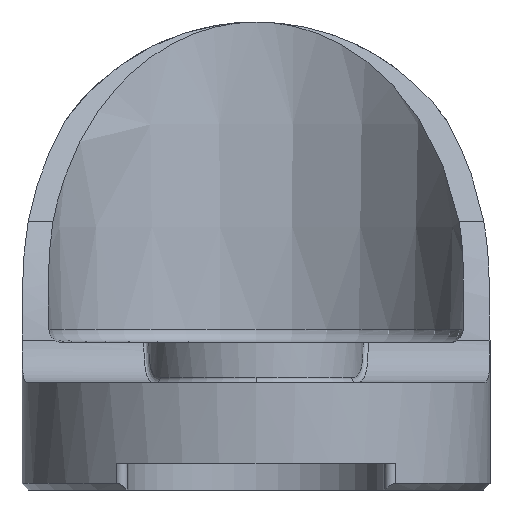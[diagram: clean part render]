
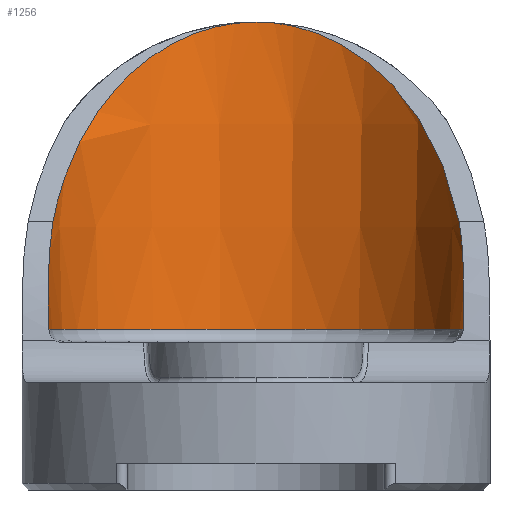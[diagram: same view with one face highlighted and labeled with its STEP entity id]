
A CAD part, front view. The second image highlights one B-rep face of the part: STEP entity #1256.
In plain terms, the highlighted conical face has half-angle 1.5 degrees and reference radius 15.431 mm.
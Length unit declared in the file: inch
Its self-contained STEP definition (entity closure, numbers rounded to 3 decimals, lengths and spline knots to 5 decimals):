
#18 = CARTESIAN_POINT ( 'NONE',  ( 0.59654, 0.15679, 0.78795 ) ) ;
#38 = EDGE_CURVE ( 'NONE', #625, #1318, #556, .T. ) ;
#48 = CARTESIAN_POINT ( 'NONE',  ( -0.61013, 0.05075, 0.61285 ) ) ;
#83 = CARTESIAN_POINT ( 'NONE',  ( -0.29739, 0.63217, 1.375 ) ) ;
#104 = CARTESIAN_POINT ( 'NONE',  ( 0., 0., 0.433 ) ) ;
#136 = CARTESIAN_POINT ( 'NONE',  ( 0.60375, 0.12111, 0.74115 ) ) ;
#154 = EDGE_CURVE ( 'NONE', #1318, #445, #1226, .T. ) ;
#168 = CARTESIAN_POINT ( 'NONE',  ( -0.61018, 0.03436, 0.57147 ) ) ;
#192 = CARTESIAN_POINT ( 'NONE',  ( 0., 0.63217, 1.375 ) ) ;
#197 = VERTEX_POINT ( 'NONE', #581 ) ;
#223 = CARTESIAN_POINT ( 'NONE',  ( 0.59654, 0.15679, 0.78795 ) ) ;
#228 = FACE_OUTER_BOUND ( 'NONE', #819, .T. ) ;
#247 = CARTESIAN_POINT ( 'NONE',  ( 0.60908, 0.07522, 0.66512 ) ) ;
#250 =( BOUNDED_CURVE ( )  B_SPLINE_CURVE ( 3, ( #1399, #678, #1121, #192 ),
 .UNSPECIFIED., .F., .T. ) 
 B_SPLINE_CURVE_WITH_KNOTS ( ( 4, 4 ),
 ( 4.93799, 6.28319 ),
 .UNSPECIFIED. ) 
 CURVE ( )  GEOMETRIC_REPRESENTATION_ITEM ( )  RATIONAL_B_SPLINE_CURVE ( ( 1., 0.855, 0.855, 1. ) ) 
 REPRESENTATION_ITEM ( '' )  );
#272 = CARTESIAN_POINT ( 'NONE',  ( -0.60919, 0.0122, 0.50091 ) ) ;
#292 = CARTESIAN_POINT ( 'NONE',  ( -0.60849, 0.00605, 0.47195 ) ) ;
#298 = ORIENTED_EDGE ( 'NONE', *, *, #1306, .T. ) ;
#313 = CARTESIAN_POINT ( 'NONE',  ( -0.53001, 0.44679, 1.14608 ) ) ;
#324 = DIRECTION ( 'NONE',  ( 0., 0., 1. ) ) ;
#365 = CARTESIAN_POINT ( 'NONE',  ( 0.60988, 0.01833, 0.5297 ) ) ;
#368 = ORIENTED_EDGE ( 'NONE', *, *, #639, .T. ) ;
#429 = DIRECTION ( 'NONE',  ( 0., 0., -1. ) ) ;
#445 = VERTEX_POINT ( 'NONE', #223 ) ;
#454 = DIRECTION ( 'NONE',  ( 1., 0., 0. ) ) ;
#478 = ORIENTED_EDGE ( 'NONE', *, *, #1364, .T. ) ;
#495 = CONICAL_SURFACE ( 'NONE', #1321, 0.6075, 0.026 ) ;
#511 = CARTESIAN_POINT ( 'NONE',  ( 0.60849, 0.00605, 0.47195 ) ) ;
#556 = CIRCLE ( 'NONE', #1223, 0.60852 ) ;
#581 = CARTESIAN_POINT ( 'NONE',  ( 0., 0.63217, 1.375 ) ) ;
#625 = VERTEX_POINT ( 'NONE', #292 ) ;
#639 = EDGE_CURVE ( 'NONE', #197, #1432, #1000, .T. ) ;
#652 = CARTESIAN_POINT ( 'NONE',  ( 0., 0., 0.47195 ) ) ;
#678 = CARTESIAN_POINT ( 'NONE',  ( 0.53001, 0.44679, 1.14608 ) ) ;
#731 = CARTESIAN_POINT ( 'NONE',  ( -0.60996, 0.05672, 0.62633 ) ) ;
#748 = CARTESIAN_POINT ( 'NONE',  ( -0.59654, 0.15679, 0.78795 ) ) ;
#768 = CARTESIAN_POINT ( 'NONE',  ( 0., 0.63217, 1.375 ) ) ;
#788 = DIRECTION ( 'NONE',  ( 1., 0., 0. ) ) ;
#817 = CARTESIAN_POINT ( 'NONE',  ( 0.60078, 0.13826, 0.76507 ) ) ;
#819 = EDGE_LOOP ( 'NONE', ( #478, #1362, #1001, #298, #368 ) ) ;
#848 = CARTESIAN_POINT ( 'NONE',  ( -0.61024, 0.03956, 0.58542 ) ) ;
#892 = CARTESIAN_POINT ( 'NONE',  ( -0.59654, 0.15679, 0.78795 ) ) ;
#942 = CARTESIAN_POINT ( 'NONE',  ( 0.6079, 0.08962, 0.69124 ) ) ;
#975 = CARTESIAN_POINT ( 'NONE',  ( -0.60977, 0.02005, 0.52941 ) ) ;
#1000 =( BOUNDED_CURVE ( )  B_SPLINE_CURVE ( 3, ( #768, #83, #313, #892 ),
 .UNSPECIFIED., .F., .T. ) 
 B_SPLINE_CURVE_WITH_KNOTS ( ( 4, 4 ),
 ( 0., 1.34519 ),
 .UNSPECIFIED. ) 
 CURVE ( )  GEOMETRIC_REPRESENTATION_ITEM ( )  RATIONAL_B_SPLINE_CURVE ( ( 1., 0.855, 0.855, 1. ) ) 
 REPRESENTATION_ITEM ( '' )  );
#1001 = ORIENTED_EDGE ( 'NONE', *, *, #154, .T. ) ;
#1059 = CARTESIAN_POINT ( 'NONE',  ( 0.60849, 0.00605, 0.47195 ) ) ;
#1095 = CARTESIAN_POINT ( 'NONE',  ( -0.60849, 0.00605, 0.47195 ) ) ;
#1121 = CARTESIAN_POINT ( 'NONE',  ( 0.29739, 0.63217, 1.375 ) ) ;
#1182 = CARTESIAN_POINT ( 'NONE',  ( 0.61088, 0.03716, 0.5852 ) ) ;
#1207 = CARTESIAN_POINT ( 'NONE',  ( -0.59654, 0.15679, 0.78795 ) ) ;
#1223 = AXIS2_PLACEMENT_3D ( 'NONE', #652, #429, #454 ) ;
#1226 = B_SPLINE_CURVE_WITH_KNOTS ( 'NONE', 3,
 ( #1059, #365, #1182, #247, #942, #136, #817, #18 ),
 .UNSPECIFIED., .F., .F.,
 ( 4, 2, 2, 4 ),
 ( 0.00081, 0.00528, 0.00751, 0.00975 ),
 .UNSPECIFIED. ) ;
#1256 = ADVANCED_FACE ( 'NONE', ( #228 ), #495, .F. ) ;
#1306 = EDGE_CURVE ( 'NONE', #445, #197, #250, .T. ) ;
#1318 = VERTEX_POINT ( 'NONE', #511 ) ;
#1321 = AXIS2_PLACEMENT_3D ( 'NONE', #104, #324, #788 ) ;
#1322 = B_SPLINE_CURVE_WITH_KNOTS ( 'NONE', 3,
 ( #1207, #1335, #1453, #731, #48, #848, #168, #975, #272, #1095 ),
 .UNSPECIFIED., .F., .F.,
 ( 4, 2, 2, 2, 4 ),
 ( 0., 0.00447, 0.00558, 0.0067, 0.00893 ),
 .UNSPECIFIED. ) ;
#1335 = CARTESIAN_POINT ( 'NONE',  ( -0.60504, 0.1197, 0.74216 ) ) ;
#1362 = ORIENTED_EDGE ( 'NONE', *, *, #38, .T. ) ;
#1364 = EDGE_CURVE ( 'NONE', #1432, #625, #1322, .T. ) ;
#1399 = CARTESIAN_POINT ( 'NONE',  ( 0.59654, 0.15679, 0.78795 ) ) ;
#1432 = VERTEX_POINT ( 'NONE', #748 ) ;
#1453 = CARTESIAN_POINT ( 'NONE',  ( -0.60843, 0.08844, 0.69265 ) ) ;
